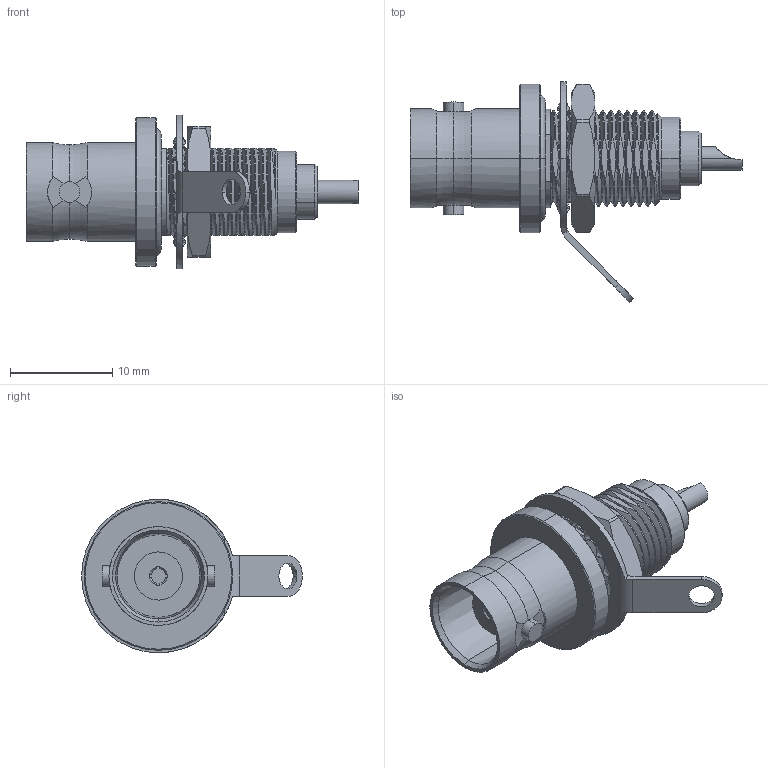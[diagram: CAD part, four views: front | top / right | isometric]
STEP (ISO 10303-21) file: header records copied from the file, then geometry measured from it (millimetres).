
FILE_DESCRIPTION (( 'STEP AP203' ), '1' );
FILE_NAME ('BNC-BR BFS210000-A448.STEP', '2025-03-10T01:32:27', ( '' ), ( '' ), 'SwSTEP 2.0', 'SolidWorks 2022', '' );
FILE_SCHEMA (( 'CONFIG_CONTROL_DESIGN' ));
Length unit declared in the file: millimetre
Products named in the file (1): BNC-BR BFS210000-A448
Bounding box: 32.4 x 21.55 x 15 mm (x, y, z)
Volume: 1835.2 mm3; surface area: 2504 mm2
Topology: 5 solids, 5 shells, 371 faces, 1019 edges, 654 vertices
Faces by surface type: cylinder 159, plane 94, bspline 69, cone 39, torus 10
Entity records: 15622 total; most frequent: CARTESIAN_POINT 7249, ORIENTED_EDGE 2034, DIRECTION 1356, EDGE_CURVE 1017, VERTEX_POINT 654, AXIS2_PLACEMENT_3D 536, EDGE_LOOP 387, B_SPLINE_CURVE_WITH_KNOTS 375
